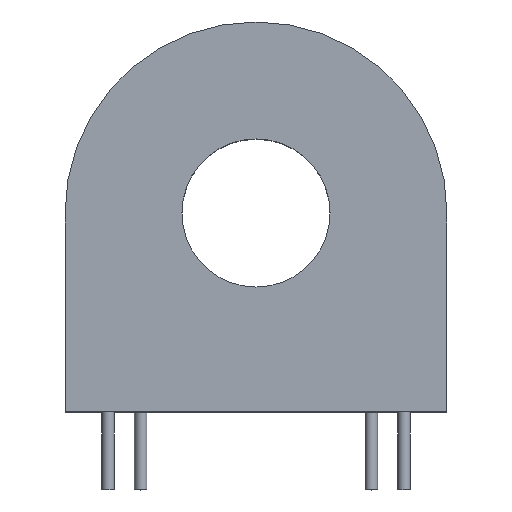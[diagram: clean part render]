
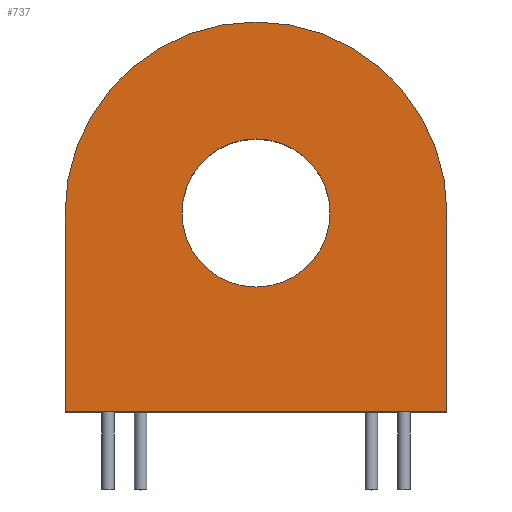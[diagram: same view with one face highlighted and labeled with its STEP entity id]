
A CAD part, top view. The second image highlights one B-rep face of the part: STEP entity #737.
In plain terms, the highlighted planar face has unit normal (0, 0, 1).
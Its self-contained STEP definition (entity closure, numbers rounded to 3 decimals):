
#10 = CARTESIAN_POINT ( 'NONE',  ( 12.25, 6.375, 12.5 ) ) ;
#19 = EDGE_CURVE ( 'NONE', #501, #329, #190, .T. ) ;
#80 = EDGE_CURVE ( 'NONE', #434, #727, #705, .T. ) ;
#112 = CARTESIAN_POINT ( 'NONE',  ( 0., 6.375, 12.5 ) ) ;
#122 = ORIENTED_EDGE ( 'NONE', *, *, #80, .T. ) ;
#132 = DIRECTION ( 'NONE',  ( 1., 0., 0. ) ) ;
#161 = CARTESIAN_POINT ( 'NONE',  ( 0., 6.375, 12.5 ) ) ;
#163 = LINE ( 'NONE', #504, #292 ) ;
#172 = EDGE_CURVE ( 'NONE', #561, #659, #176, .T. ) ;
#176 = LINE ( 'NONE', #344, #617 ) ;
#190 = CIRCLE ( 'NONE', #366, 4.75 ) ;
#209 = CIRCLE ( 'NONE', #448, 4.75 ) ;
#228 = DIRECTION ( 'NONE',  ( 0., 1., 0. ) ) ;
#232 = DIRECTION ( 'NONE',  ( 0., -1., 0. ) ) ;
#244 = ORIENTED_EDGE ( 'NONE', *, *, #172, .T. ) ;
#251 = CARTESIAN_POINT ( 'NONE',  ( -4.75, 6.375, 12.5 ) ) ;
#292 = VECTOR ( 'NONE', #228, 1000. ) ;
#293 = CARTESIAN_POINT ( 'NONE',  ( 0., 6.375, 12.5 ) ) ;
#320 = EDGE_CURVE ( 'NONE', #659, #434, #163, .T. ) ;
#321 = DIRECTION ( 'NONE',  ( 0., 0., 1. ) ) ;
#329 = VERTEX_POINT ( 'NONE', #827 ) ;
#336 = CARTESIAN_POINT ( 'NONE',  ( 0., 6.375, 12.5 ) ) ;
#341 = AXIS2_PLACEMENT_3D ( 'NONE', #293, #817, #489 ) ;
#344 = CARTESIAN_POINT ( 'NONE',  ( 12.25, -6.375, 12.5 ) ) ;
#346 = PLANE ( 'NONE',  #341 ) ;
#366 = AXIS2_PLACEMENT_3D ( 'NONE', #112, #321, #458 ) ;
#392 = EDGE_CURVE ( 'NONE', #727, #561, #616, .T. ) ;
#399 = ORIENTED_EDGE ( 'NONE', *, *, #480, .F. ) ;
#401 = DIRECTION ( 'NONE',  ( 0., 0., 1. ) ) ;
#434 = VERTEX_POINT ( 'NONE', #10 ) ;
#444 = DIRECTION ( 'NONE',  ( 1., 0., 0. ) ) ;
#448 = AXIS2_PLACEMENT_3D ( 'NONE', #161, #853, #444 ) ;
#450 = VECTOR ( 'NONE', #232, 1000. ) ;
#458 = DIRECTION ( 'NONE',  ( 1., 0., 0. ) ) ;
#461 = CARTESIAN_POINT ( 'NONE',  ( 12.25, -6.375, 12.5 ) ) ;
#464 = CARTESIAN_POINT ( 'NONE',  ( -12.25, -6.375, 12.5 ) ) ;
#480 = EDGE_CURVE ( 'NONE', #329, #501, #209, .T. ) ;
#483 = FACE_BOUND ( 'NONE', #710, .T. ) ;
#489 = DIRECTION ( 'NONE',  ( 1., 0., 0. ) ) ;
#501 = VERTEX_POINT ( 'NONE', #251 ) ;
#504 = CARTESIAN_POINT ( 'NONE',  ( 12.25, -6.375, 12.5 ) ) ;
#537 = ORIENTED_EDGE ( 'NONE', *, *, #320, .T. ) ;
#547 = DIRECTION ( 'NONE',  ( 1., 0., 0. ) ) ;
#552 = FACE_OUTER_BOUND ( 'NONE', #613, .T. ) ;
#561 = VERTEX_POINT ( 'NONE', #464 ) ;
#613 = EDGE_LOOP ( 'NONE', ( #122, #811, #244, #537 ) ) ;
#616 = LINE ( 'NONE', #701, #450 ) ;
#617 = VECTOR ( 'NONE', #132, 1000. ) ;
#659 = VERTEX_POINT ( 'NONE', #461 ) ;
#698 = AXIS2_PLACEMENT_3D ( 'NONE', #336, #401, #547 ) ;
#701 = CARTESIAN_POINT ( 'NONE',  ( -12.25, -6.375, 12.5 ) ) ;
#705 = CIRCLE ( 'NONE', #698, 12.25 ) ;
#710 = EDGE_LOOP ( 'NONE', ( #764, #399 ) ) ;
#727 = VERTEX_POINT ( 'NONE', #803 ) ;
#737 = ADVANCED_FACE ( 'NONE', ( #552, #483 ), #346, .T. ) ;
#764 = ORIENTED_EDGE ( 'NONE', *, *, #19, .F. ) ;
#803 = CARTESIAN_POINT ( 'NONE',  ( -12.25, 6.375, 12.5 ) ) ;
#811 = ORIENTED_EDGE ( 'NONE', *, *, #392, .T. ) ;
#817 = DIRECTION ( 'NONE',  ( 0., 0., 1. ) ) ;
#827 = CARTESIAN_POINT ( 'NONE',  ( 4.75, 6.375, 12.5 ) ) ;
#853 = DIRECTION ( 'NONE',  ( 0., 0., 1. ) ) ;
